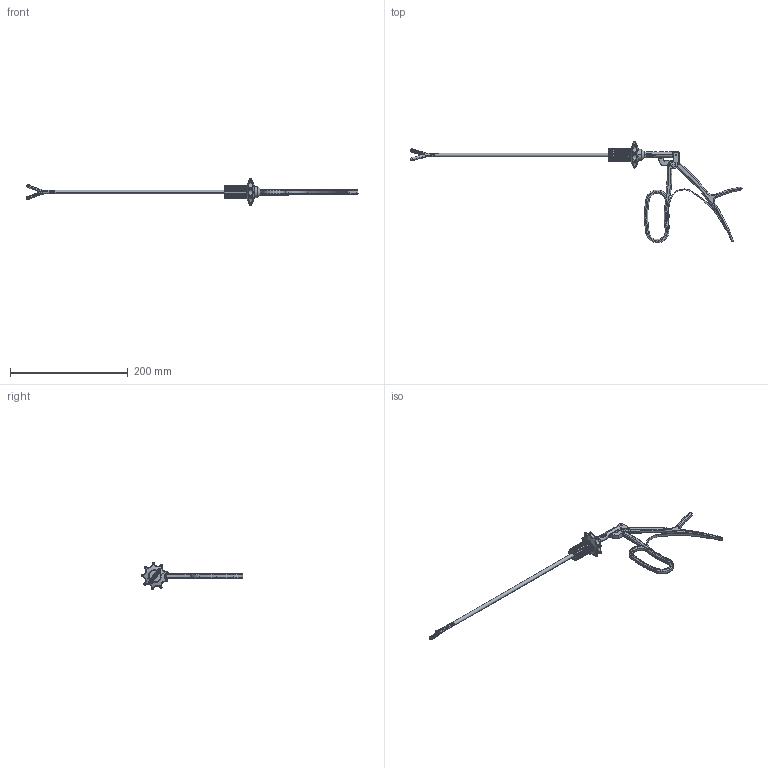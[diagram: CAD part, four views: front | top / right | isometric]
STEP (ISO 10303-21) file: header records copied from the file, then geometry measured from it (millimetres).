
FILE_DESCRIPTION(('FreeCAD Model'),'2;1');
FILE_NAME('Open CASCADE Shape Model','2025-04-29T20:04:54',('FreeCAD'),( 'FreeCAD'),'Open CASCADE STEP processor 7.6','FreeCAD','Unknown');
FILE_SCHEMA(('AUTOMOTIVE_DESIGN { 1 0 10303 214 1 1 1 1 }'));
Products named in the file (1): Open CASCADE STEP translator 7.6 1
Bounding box: 564.65 x 172.7 x 46.09 mm (x, y, z)
Volume: 62873.5 mm3; surface area: 49313.1 mm2
Topology: 23 solids, 23 shells, 2163 faces, 5730 edges, 3659 vertices
Faces by surface type: bspline 2163
Entity records: 109962 total; most frequent: CARTESIAN_POINT 76971, ORIENTED_EDGE 11430, EDGE_CURVE 5715, B_SPLINE_CURVE_WITH_KNOTS 4172, VERTEX_POINT 3659, FACE_BOUND 2296, EDGE_LOOP 2296, ADVANCED_FACE 2163
